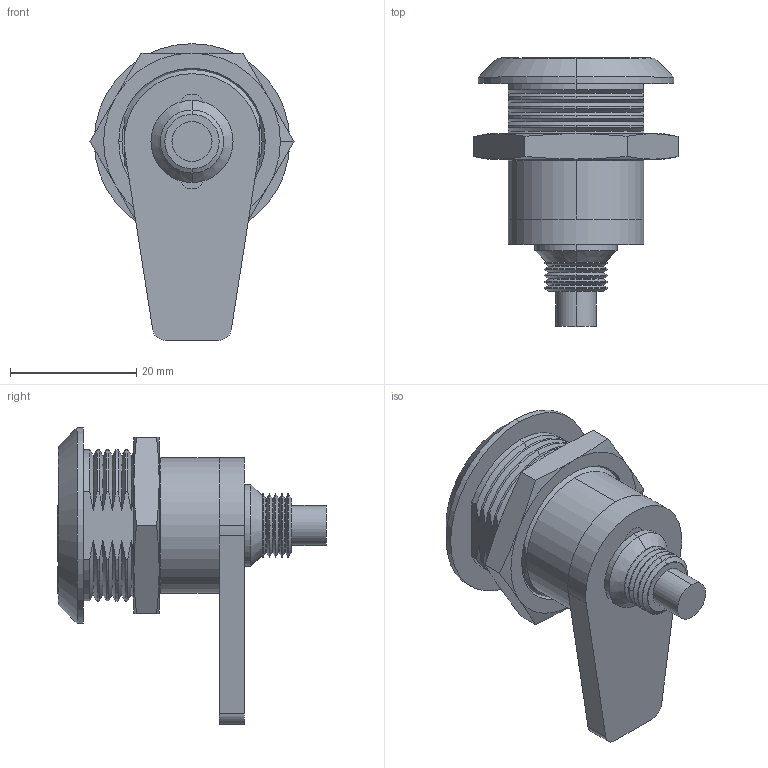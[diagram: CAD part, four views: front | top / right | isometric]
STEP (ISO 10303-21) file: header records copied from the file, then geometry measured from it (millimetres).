
FILE_DESCRIPTION (( 'STEP AP214' ), '1' );
FILE_NAME ('241766-02_Industrilas.step', '2025-08-25T12:29:04', ( '' ), ( '' ), 'SwSTEP 2.0', 'SolidWorks 2010', '' );
FILE_SCHEMA (( 'AUTOMOTIVE_DESIGN' ));
Length unit declared in the file: millimetre
Products named in the file (9): Housing_2417551001_Industrilas_2417551001_Industrilas; Nut_21134202_Industrilas_21134202_Industrilas; Washer_00003580_Industrilas_00003580_Industrilas; Spring_00003363_Industrilas_00003363_Industrilas; Housing_24175516_Industrilas_24175516_Industrilas; Washer_00003362_Industrilas_00003362_Industrilas; Insert_2413551300_Industrilas_2413551300_Industrilas; Cam_R2430551404L-02_Industrilas_R2430551404L-02_Industrilas; 241766-02_Industrilas
Assembly tree (8 placements, depth 2):
  241766-02_Industrilas
    Spring_00003363_Industrilas_00003363_Industrilas
    Cam_R2430551404L-02_Industrilas_R2430551404L-02_Industrilas
    Insert_2413551300_Industrilas_2413551300_Industrilas
    Housing_2417551001_Industrilas_2417551001_Industrilas
    Washer_00003362_Industrilas_00003362_Industrilas
    Housing_24175516_Industrilas_24175516_Industrilas
    Nut_21134202_Industrilas_21134202_Industrilas
    Washer_00003580_Industrilas_00003580_Industrilas
Bounding box: 32.33 x 42.6 x 47 mm (x, y, z)
Volume: 15055.3 mm3; surface area: 13186.1 mm2
Topology: 8 solids, 8 shells, 592 faces, 1469 edges, 914 vertices
Faces by surface type: cone 214, cylinder 184, plane 142, bspline 52
Entity records: 22589 total; most frequent: CARTESIAN_POINT 8452, ORIENTED_EDGE 2938, DIRECTION 2824, EDGE_CURVE 1469, AXIS2_PLACEMENT_3D 1093, VERTEX_POINT 914, LINE 638, VECTOR 638
